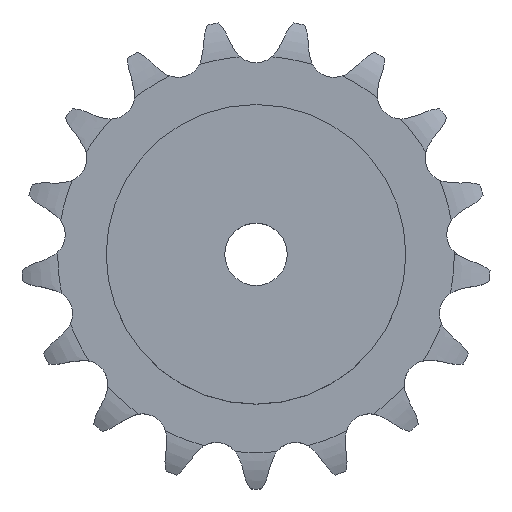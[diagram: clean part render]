
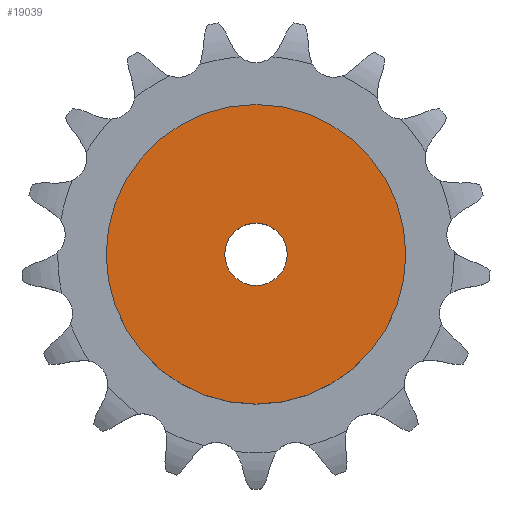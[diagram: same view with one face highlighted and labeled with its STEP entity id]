
A CAD part, top view. The second image highlights one B-rep face of the part: STEP entity #19039.
In plain terms, the highlighted planar face has unit normal (0, 0, 1).
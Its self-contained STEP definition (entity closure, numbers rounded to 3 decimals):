
#2649 = CYLINDRICAL_SURFACE('',#2650,60.);
#2650 = AXIS2_PLACEMENT_3D('',#2651,#2652,#2653);
#2651 = CARTESIAN_POINT('',(0.,0.,0.));
#2652 = DIRECTION('',(-0.,-0.,-1.));
#2653 = DIRECTION('',(1.,0.,0.));
#12190 = VERTEX_POINT('',#12191);
#12191 = CARTESIAN_POINT('',(60.,0.,50.));
#12212 = EDGE_CURVE('',#12190,#12190,#12213,.T.);
#12213 = SURFACE_CURVE('',#12214,(#12219,#12226),.PCURVE_S1.);
#12214 = CIRCLE('',#12215,60.);
#12215 = AXIS2_PLACEMENT_3D('',#12216,#12217,#12218);
#12216 = CARTESIAN_POINT('',(0.,0.,50.));
#12217 = DIRECTION('',(0.,0.,1.));
#12218 = DIRECTION('',(1.,0.,0.));
#12219 = PCURVE('',#2649,#12220);
#12220 = DEFINITIONAL_REPRESENTATION('',(#12221),#12225);
#12221 = LINE('',#12222,#12223);
#12222 = CARTESIAN_POINT('',(-0.,-50.));
#12223 = VECTOR('',#12224,1.);
#12224 = DIRECTION('',(-1.,0.));
#12225 = ( GEOMETRIC_REPRESENTATION_CONTEXT(2) 
PARAMETRIC_REPRESENTATION_CONTEXT() REPRESENTATION_CONTEXT('2D SPACE',''
  ) );
#12226 = PCURVE('',#12227,#12232);
#12227 = PLANE('',#12228);
#12228 = AXIS2_PLACEMENT_3D('',#12229,#12230,#12231);
#12229 = CARTESIAN_POINT('',(0.,0.,50.)
  );
#12230 = DIRECTION('',(0.,0.,1.));
#12231 = DIRECTION('',(1.,0.,0.));
#12232 = DEFINITIONAL_REPRESENTATION('',(#12233),#12237);
#12233 = CIRCLE('',#12234,60.);
#12234 = AXIS2_PLACEMENT_2D('',#12235,#12236);
#12235 = CARTESIAN_POINT('',(0.,0.));
#12236 = DIRECTION('',(1.,0.));
#12237 = ( GEOMETRIC_REPRESENTATION_CONTEXT(2) 
PARAMETRIC_REPRESENTATION_CONTEXT() REPRESENTATION_CONTEXT('2D SPACE',''
  ) );
#16324 = CYLINDRICAL_SURFACE('',#16325,12.5);
#16325 = AXIS2_PLACEMENT_3D('',#16326,#16327,#16328);
#16326 = CARTESIAN_POINT('',(0.,0.,297.384));
#16327 = DIRECTION('',(0.,0.,1.));
#16328 = DIRECTION('',(1.,0.,0.));
#19039 = ADVANCED_FACE('',(#19040,#19043),#12227,.T.);
#19040 = FACE_BOUND('',#19041,.T.);
#19041 = EDGE_LOOP('',(#19042));
#19042 = ORIENTED_EDGE('',*,*,#12212,.T.);
#19043 = FACE_BOUND('',#19044,.T.);
#19044 = EDGE_LOOP('',(#19045));
#19045 = ORIENTED_EDGE('',*,*,#19046,.F.);
#19046 = EDGE_CURVE('',#19047,#19047,#19049,.T.);
#19047 = VERTEX_POINT('',#19048);
#19048 = CARTESIAN_POINT('',(12.5,0.,50.));
#19049 = SURFACE_CURVE('',#19050,(#19055,#19062),.PCURVE_S1.);
#19050 = CIRCLE('',#19051,12.5);
#19051 = AXIS2_PLACEMENT_3D('',#19052,#19053,#19054);
#19052 = CARTESIAN_POINT('',(0.,0.,50.));
#19053 = DIRECTION('',(0.,0.,1.));
#19054 = DIRECTION('',(1.,0.,0.));
#19055 = PCURVE('',#12227,#19056);
#19056 = DEFINITIONAL_REPRESENTATION('',(#19057),#19061);
#19057 = CIRCLE('',#19058,12.5);
#19058 = AXIS2_PLACEMENT_2D('',#19059,#19060);
#19059 = CARTESIAN_POINT('',(0.,0.));
#19060 = DIRECTION('',(1.,0.));
#19061 = ( GEOMETRIC_REPRESENTATION_CONTEXT(2) 
PARAMETRIC_REPRESENTATION_CONTEXT() REPRESENTATION_CONTEXT('2D SPACE',''
  ) );
#19062 = PCURVE('',#16324,#19063);
#19063 = DEFINITIONAL_REPRESENTATION('',(#19064),#19068);
#19064 = LINE('',#19065,#19066);
#19065 = CARTESIAN_POINT('',(0.,-247.384));
#19066 = VECTOR('',#19067,1.);
#19067 = DIRECTION('',(1.,0.));
#19068 = ( GEOMETRIC_REPRESENTATION_CONTEXT(2) 
PARAMETRIC_REPRESENTATION_CONTEXT() REPRESENTATION_CONTEXT('2D SPACE',''
  ) );
